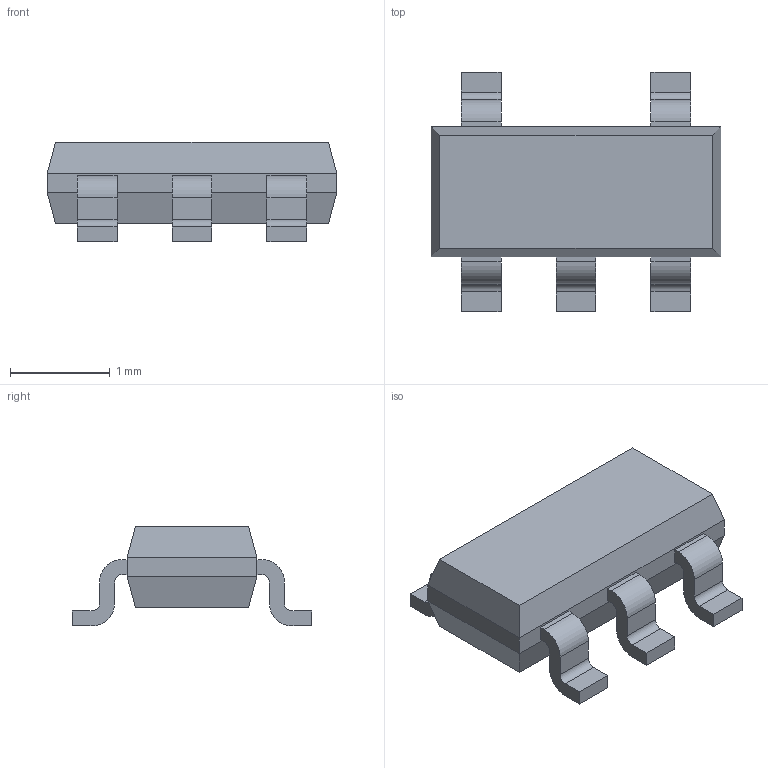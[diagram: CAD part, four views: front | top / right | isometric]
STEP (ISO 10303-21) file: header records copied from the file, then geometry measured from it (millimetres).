
FILE_DESCRIPTION(('STEP AP214'), '1');
FILE_NAME('SOT_package', '2019-03-06T15:29:11', ('Che'), (''), 'ASCON STEP Converter 1.3', 'ASCON Math Kernel', '');
FILE_SCHEMA(('AUTOMOTIVE_DESIGN { 1 0 10303 214 3 1 1}'));
Length unit declared in the file: millimetre
Bounding box: 2.9 x 2.4 x 1 mm (x, y, z)
Volume: 3.2 mm3; surface area: 18.2 mm2
Topology: 1 solids, 1 shells, 79 faces, 208 edges, 136 vertices
Faces by surface type: plane 59, cylinder 20
Entity records: 3094 total; most frequent: CARTESIAN_POINT 424, ORIENTED_EDGE 416, DIRECTION 408, EDGE_CURVE 208, LINE 168, VECTOR 168, VERTEX_POINT 136, AXIS2_PLACEMENT_3D 120
